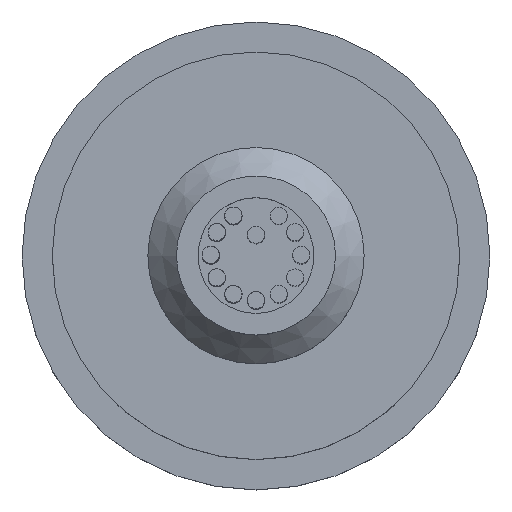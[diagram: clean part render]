
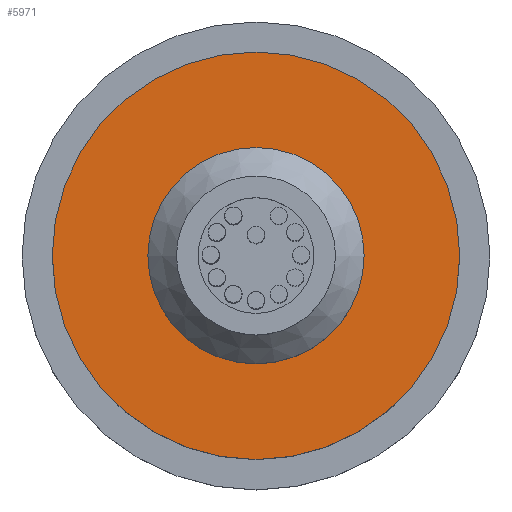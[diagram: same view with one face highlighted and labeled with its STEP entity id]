
A CAD part, top view. The second image highlights one B-rep face of the part: STEP entity #5971.
In plain terms, the highlighted planar face has unit normal (0, 0, 1).
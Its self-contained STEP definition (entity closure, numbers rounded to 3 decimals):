
#103=CIRCLE($,#6231,10.75);
#104=CIRCLE($,#6233,20.25);
#1636=FACE_BOUND($,#2050,.T.);
#1637=FACE_BOUND($,#2051,.T.);
#2050=EDGE_LOOP($,(#5379));
#2051=EDGE_LOOP($,(#5380));
#2895=VERTEX_POINT($,#17156);
#2896=VERTEX_POINT($,#17159);
#3723=EDGE_CURVE($,#2895,#2895,#103,.T.);
#3724=EDGE_CURVE($,#2896,#2896,#104,.T.);
#5379=ORIENTED_EDGE($,*,*,#3723,.T.);
#5380=ORIENTED_EDGE($,*,*,#3724,.F.);
#5560=PLANE($,#6235);
#5971=ADVANCED_FACE($,(#1636,#1637),#5560,.F.);
#6231=AXIS2_PLACEMENT_3D($,#17157,#7236,#7237);
#6233=AXIS2_PLACEMENT_3D($,#17160,#7240,#7241);
#6235=AXIS2_PLACEMENT_3D($,#17163,#7244,#7245);
#7236=DIRECTION('center_axis',(0.,0.,-1.));
#7237=DIRECTION('ref_axis',(-1.,0.,0.));
#7240=DIRECTION('center_axis',(0.,0.,-1.));
#7241=DIRECTION('ref_axis',(-1.,0.,0.));
#7244=DIRECTION('center_axis',(0.,0.,-1.));
#7245=DIRECTION('ref_axis',(-1.,0.,0.));
#17156=CARTESIAN_POINT('',(10.75,0.,29.));
#17157=CARTESIAN_POINT('Origin',(0.,0.,29.));
#17159=CARTESIAN_POINT('',(20.25,0.,29.));
#17160=CARTESIAN_POINT('Origin',(0.,0.,29.));
#17163=CARTESIAN_POINT('Origin',(0.,0.,29.));
